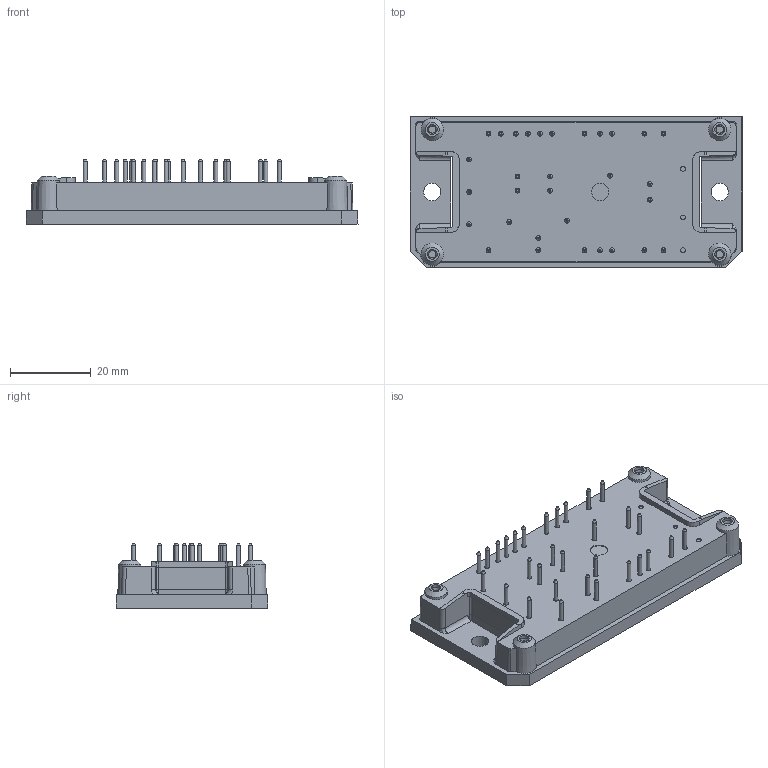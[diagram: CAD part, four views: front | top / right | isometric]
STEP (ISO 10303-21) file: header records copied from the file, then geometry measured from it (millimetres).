
FILE_DESCRIPTION(/* description */ ('Unknown'),/* implementation_level */ '2;1');
FILE_NAME(/* name */ 'Flow1-4T12W-L440(310)-01-OL',/* time_stamp */ '2016-06-06T17:40:53+02:00',/* author */ ('Unknown'),/* organization */ ('Unknown'),/* preprocessor_version */ 'ST-DEVELOPER v16',/* originating_system */ 'DEX',/* authorisation */ $);
FILE_SCHEMA (('AUTOMOTIVE_DESIGN {1 0 10303 214 3 1 1}'));
Length unit declared in the file: millimetre
Products named in the file (1): Flow1-4T12W-L440(340)-01-OL2
Bounding box: 82 x 37.4 x 16.23 mm (x, y, z)
Volume: 25635.7 mm3; surface area: 14442.3 mm2
Topology: 32 solids, 32 shells, 346 faces, 780 edges, 505 vertices
Faces by surface type: plane 177, cylinder 118, cone 47, bspline 4
Full cylindrical faces by diameter (mm): 1 x31, 1.2 x34, 2.4 x4, 4.3 x3
Entity records: 11564 total; most frequent: CARTESIAN_POINT 1649, DIRECTION 1608, ORIENTED_EDGE 1278, AXIS2_PLACEMENT_3D 642, EDGE_CURVE 639, EDGE_LOOP 548, FACE_BOUND 548, VERTEX_POINT 483
